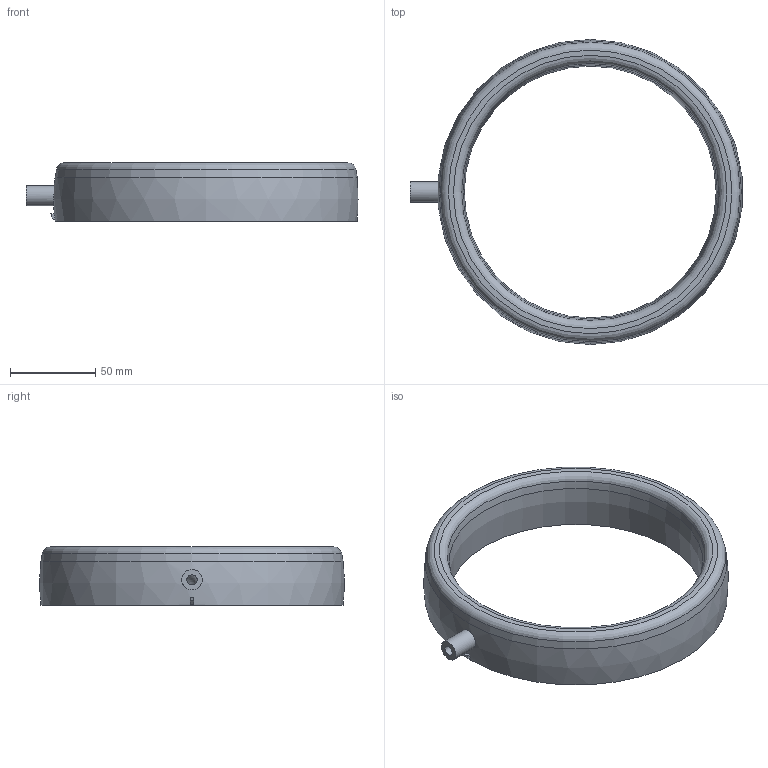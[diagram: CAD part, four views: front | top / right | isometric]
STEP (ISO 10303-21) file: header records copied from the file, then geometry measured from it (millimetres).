
FILE_DESCRIPTION(('FreeCAD Model'),'2;1');
FILE_NAME('Open CASCADE Shape Model','2023-06-15T19:18:13',( 'Anool Mahidharia'),('WyoLum'),'Open CASCADE STEP processor 7.5', 'FreeCAD','Unknown');
FILE_SCHEMA(('AUTOMOTIVE_DESIGN { 1 0 10303 214 1 1 1 1 }'));
Length unit declared in the file: millimetre
Products named in the file (1): ring_top
Bounding box: 195.29 x 179.56 x 34.33 mm (x, y, z)
Volume: 252347.9 mm3; surface area: 50100.3 mm2
Topology: 1 solids, 1 shells, 26 faces, 55 edges, 33 vertices
Faces by surface type: plane 14, cylinder 5, revolution 4, sphere 2, torus 1
Full cylindrical faces by diameter (mm): 6 x2, 12 x1, 172.1 x1, 175.1 x1
Entity records: 851 total; most frequent: CARTESIAN_POINT 226, DIRECTION 143, ORIENTED_EDGE 110, AXIS2_PLACEMENT_3D 59, EDGE_CURVE 55, CIRCLE 36, VERTEX_POINT 33, FACE_BOUND 32
